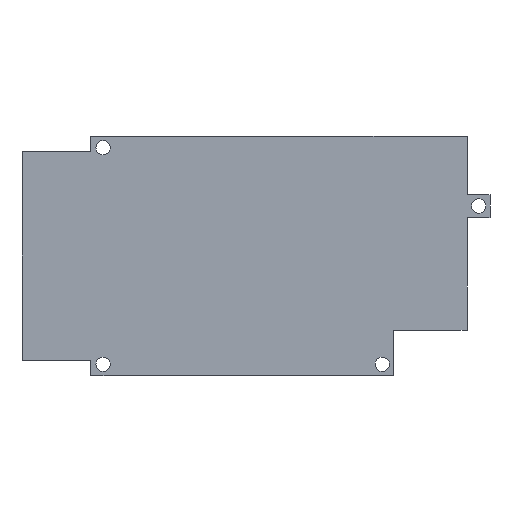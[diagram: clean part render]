
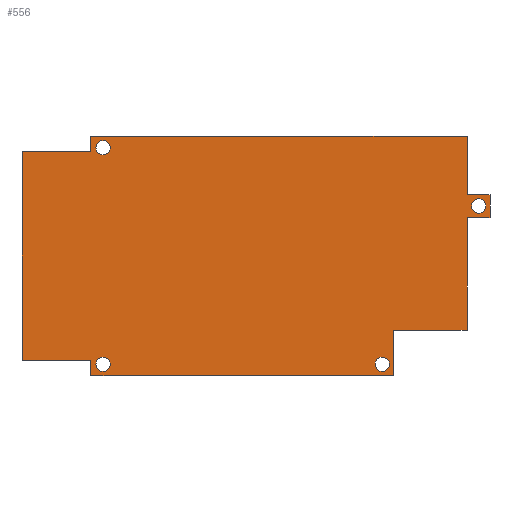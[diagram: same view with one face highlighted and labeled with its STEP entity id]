
A CAD part, front view. The second image highlights one B-rep face of the part: STEP entity #556.
In plain terms, the highlighted planar face has unit normal (0, -1, 0).
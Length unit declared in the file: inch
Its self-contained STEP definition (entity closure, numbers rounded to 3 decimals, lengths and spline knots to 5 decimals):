
#1=CARTESIAN_POINT('',(0.,0.,0.));
#2=DIRECTION('',(0.,-1.,0.));
#3=DIRECTION('',(1.,0.,0.));
#4=AXIS2_PLACEMENT_3D('',#1,#2,#3);
#6=CARTESIAN_POINT('',(0.,0.,0.));
#7=DIRECTION('',(0.,-1.,0.));
#8=DIRECTION('',(-1.,0.,0.));
#9=AXIS2_PLACEMENT_3D('',#6,#7,#8);
#11=CARTESIAN_POINT('',(0.,0.,-1.603));
#12=DIRECTION('',(0.,-1.,0.));
#13=DIRECTION('',(1.,0.,0.));
#14=AXIS2_PLACEMENT_3D('',#11,#12,#13);
#16=CARTESIAN_POINT('',(0.,0.,-1.603));
#17=DIRECTION('',(0.,-1.,0.));
#18=DIRECTION('',(-1.,0.,0.));
#19=AXIS2_PLACEMENT_3D('',#16,#17,#18);
#21=CARTESIAN_POINT('',(2.065,0.,-1.603));
#22=DIRECTION('',(0.,-1.,0.));
#23=DIRECTION('',(1.,0.,0.));
#24=AXIS2_PLACEMENT_3D('',#21,#22,#23);
#26=CARTESIAN_POINT('',(2.065,0.,-1.603));
#27=DIRECTION('',(0.,-1.,0.));
#28=DIRECTION('',(-1.,0.,0.));
#29=AXIS2_PLACEMENT_3D('',#26,#27,#28);
#31=CARTESIAN_POINT('',(2.777,0.,-0.432));
#32=DIRECTION('',(0.,-1.,0.));
#33=DIRECTION('',(1.,0.,0.));
#34=AXIS2_PLACEMENT_3D('',#31,#32,#33);
#36=CARTESIAN_POINT('',(2.777,0.,-0.432));
#37=DIRECTION('',(0.,-1.,0.));
#38=DIRECTION('',(-1.,0.,0.));
#39=AXIS2_PLACEMENT_3D('',#36,#37,#38);
#41=DIRECTION('',(0.,0.,1.));
#42=VECTOR('',#41,0.116);
#43=CARTESIAN_POINT('',(-0.09,0.,-0.031));
#44=LINE('',#43,#42);
#45=DIRECTION('',(1.,0.,0.));
#46=VECTOR('',#45,2.781);
#47=CARTESIAN_POINT('',(-0.09,0.,0.085));
#48=LINE('',#47,#46);
#49=DIRECTION('',(0.,0.,-1.));
#50=VECTOR('',#49,0.432);
#51=CARTESIAN_POINT('',(2.691,0.,0.085));
#52=LINE('',#51,#50);
#53=DIRECTION('',(1.,0.,0.));
#54=VECTOR('',#53,0.17);
#55=CARTESIAN_POINT('',(2.691,0.,-0.347));
#56=LINE('',#55,#54);
#57=DIRECTION('',(0.,0.,-1.));
#58=VECTOR('',#57,0.17);
#59=CARTESIAN_POINT('',(2.861,0.,-0.347));
#60=LINE('',#59,#58);
#61=DIRECTION('',(-1.,0.,0.));
#62=VECTOR('',#61,0.17);
#63=CARTESIAN_POINT('',(2.861,0.,-0.517));
#64=LINE('',#63,#62);
#65=DIRECTION('',(0.,0.,-1.));
#66=VECTOR('',#65,0.834);
#67=CARTESIAN_POINT('',(2.691,0.,-0.517));
#68=LINE('',#67,#66);
#69=DIRECTION('',(-1.,0.,0.));
#70=VECTOR('',#69,0.541);
#71=CARTESIAN_POINT('',(2.691,0.,-1.351));
#72=LINE('',#71,#70);
#73=DIRECTION('',(0.,0.,-1.));
#74=VECTOR('',#73,0.337);
#75=CARTESIAN_POINT('',(2.15,0.,-1.351));
#76=LINE('',#75,#74);
#77=DIRECTION('',(-1.,0.,0.));
#78=VECTOR('',#77,2.24);
#79=CARTESIAN_POINT('',(2.15,0.,-1.688));
#80=LINE('',#79,#78);
#81=DIRECTION('',(0.,0.,1.));
#82=VECTOR('',#81,0.116);
#83=CARTESIAN_POINT('',(-0.09,0.,-1.688));
#84=LINE('',#83,#82);
#85=DIRECTION('',(-1.,0.,0.));
#86=VECTOR('',#85,0.51);
#87=CARTESIAN_POINT('',(-0.09,0.,-1.572));
#88=LINE('',#87,#86);
#89=DIRECTION('',(0.,0.,1.));
#90=VECTOR('',#89,1.541);
#91=CARTESIAN_POINT('',(-0.6,0.,-1.572));
#92=LINE('',#91,#90);
#93=DIRECTION('',(1.,0.,0.));
#94=VECTOR('',#93,0.51);
#95=CARTESIAN_POINT('',(-0.6,0.,-0.031));
#96=LINE('',#95,#94);
#377=CARTESIAN_POINT('',(0.053,0.,0.));
#378=CARTESIAN_POINT('',(-0.053,0.,0.));
#379=VERTEX_POINT('',#377);
#380=VERTEX_POINT('',#378);
#381=CARTESIAN_POINT('',(0.053,0.,-1.603));
#382=CARTESIAN_POINT('',(-0.053,0.,-1.603));
#383=VERTEX_POINT('',#381);
#384=VERTEX_POINT('',#382);
#385=CARTESIAN_POINT('',(2.118,0.,-1.603));
#386=CARTESIAN_POINT('',(2.012,0.,-1.603));
#387=VERTEX_POINT('',#385);
#388=VERTEX_POINT('',#386);
#389=CARTESIAN_POINT('',(2.83,0.,-0.432));
#390=CARTESIAN_POINT('',(2.724,0.,-0.432));
#391=VERTEX_POINT('',#389);
#392=VERTEX_POINT('',#390);
#393=CARTESIAN_POINT('',(-0.09,0.,-0.031));
#394=CARTESIAN_POINT('',(-0.09,0.,0.085));
#395=VERTEX_POINT('',#393);
#396=VERTEX_POINT('',#394);
#397=CARTESIAN_POINT('',(2.691,0.,0.085));
#398=VERTEX_POINT('',#397);
#399=CARTESIAN_POINT('',(2.691,0.,-0.347));
#400=VERTEX_POINT('',#399);
#401=CARTESIAN_POINT('',(2.861,0.,-0.347));
#402=VERTEX_POINT('',#401);
#403=CARTESIAN_POINT('',(2.861,0.,-0.517));
#404=VERTEX_POINT('',#403);
#405=CARTESIAN_POINT('',(2.691,0.,-0.517));
#406=VERTEX_POINT('',#405);
#407=CARTESIAN_POINT('',(2.691,0.,-1.351));
#408=VERTEX_POINT('',#407);
#409=CARTESIAN_POINT('',(2.15,0.,-1.351));
#410=VERTEX_POINT('',#409);
#411=CARTESIAN_POINT('',(2.15,0.,-1.688));
#412=VERTEX_POINT('',#411);
#413=CARTESIAN_POINT('',(-0.09,0.,-1.688));
#414=VERTEX_POINT('',#413);
#415=CARTESIAN_POINT('',(-0.09,0.,-1.572));
#416=VERTEX_POINT('',#415);
#417=CARTESIAN_POINT('',(-0.6,0.,-1.572));
#418=VERTEX_POINT('',#417);
#419=CARTESIAN_POINT('',(-0.6,0.,-0.031));
#420=VERTEX_POINT('',#419);
#497=CARTESIAN_POINT('',(0.,0.,0.));
#498=DIRECTION('',(0.,1.,0.));
#499=DIRECTION('',(1.,0.,0.));
#500=AXIS2_PLACEMENT_3D('',#497,#498,#499);
#501=PLANE('',#500);
#503=ORIENTED_EDGE('',*,*,#502,.T.);
#505=ORIENTED_EDGE('',*,*,#504,.T.);
#507=ORIENTED_EDGE('',*,*,#506,.T.);
#509=ORIENTED_EDGE('',*,*,#508,.T.);
#511=ORIENTED_EDGE('',*,*,#510,.T.);
#513=ORIENTED_EDGE('',*,*,#512,.T.);
#515=ORIENTED_EDGE('',*,*,#514,.T.);
#517=ORIENTED_EDGE('',*,*,#516,.T.);
#519=ORIENTED_EDGE('',*,*,#518,.T.);
#521=ORIENTED_EDGE('',*,*,#520,.T.);
#523=ORIENTED_EDGE('',*,*,#522,.T.);
#525=ORIENTED_EDGE('',*,*,#524,.T.);
#527=ORIENTED_EDGE('',*,*,#526,.T.);
#529=ORIENTED_EDGE('',*,*,#528,.T.);
#530=EDGE_LOOP('',(#503,#505,#507,#509,#511,#513,#515,#517,#519,#521,#523,#525,
#527,#529));
#531=FACE_OUTER_BOUND('',#530,.F.);
#533=ORIENTED_EDGE('',*,*,#532,.T.);
#535=ORIENTED_EDGE('',*,*,#534,.T.);
#536=EDGE_LOOP('',(#533,#535));
#537=FACE_BOUND('',#536,.F.);
#539=ORIENTED_EDGE('',*,*,#538,.T.);
#541=ORIENTED_EDGE('',*,*,#540,.T.);
#542=EDGE_LOOP('',(#539,#541));
#543=FACE_BOUND('',#542,.F.);
#545=ORIENTED_EDGE('',*,*,#544,.T.);
#547=ORIENTED_EDGE('',*,*,#546,.T.);
#548=EDGE_LOOP('',(#545,#547));
#549=FACE_BOUND('',#548,.F.);
#551=ORIENTED_EDGE('',*,*,#550,.T.);
#553=ORIENTED_EDGE('',*,*,#552,.T.);
#554=EDGE_LOOP('',(#551,#553));
#555=FACE_BOUND('',#554,.F.);
#556=ADVANCED_FACE('',(#531,#537,#543,#549,#555),#501,.F.);
#5=CIRCLE('',#4,0.053);
#10=CIRCLE('',#9,0.053);
#15=CIRCLE('',#14,0.053);
#20=CIRCLE('',#19,0.053);
#25=CIRCLE('',#24,0.053);
#30=CIRCLE('',#29,0.053);
#35=CIRCLE('',#34,0.053);
#40=CIRCLE('',#39,0.053);
#502=EDGE_CURVE('',#395,#396,#44,.T.);
#504=EDGE_CURVE('',#396,#398,#48,.T.);
#506=EDGE_CURVE('',#398,#400,#52,.T.);
#508=EDGE_CURVE('',#400,#402,#56,.T.);
#510=EDGE_CURVE('',#402,#404,#60,.T.);
#512=EDGE_CURVE('',#404,#406,#64,.T.);
#514=EDGE_CURVE('',#406,#408,#68,.T.);
#516=EDGE_CURVE('',#408,#410,#72,.T.);
#518=EDGE_CURVE('',#410,#412,#76,.T.);
#520=EDGE_CURVE('',#412,#414,#80,.T.);
#522=EDGE_CURVE('',#414,#416,#84,.T.);
#524=EDGE_CURVE('',#416,#418,#88,.T.);
#526=EDGE_CURVE('',#418,#420,#92,.T.);
#528=EDGE_CURVE('',#420,#395,#96,.T.);
#532=EDGE_CURVE('',#383,#384,#15,.T.);
#534=EDGE_CURVE('',#384,#383,#20,.T.);
#538=EDGE_CURVE('',#387,#388,#25,.T.);
#540=EDGE_CURVE('',#388,#387,#30,.T.);
#544=EDGE_CURVE('',#391,#392,#35,.T.);
#546=EDGE_CURVE('',#392,#391,#40,.T.);
#550=EDGE_CURVE('',#379,#380,#5,.T.);
#552=EDGE_CURVE('',#380,#379,#10,.T.);
